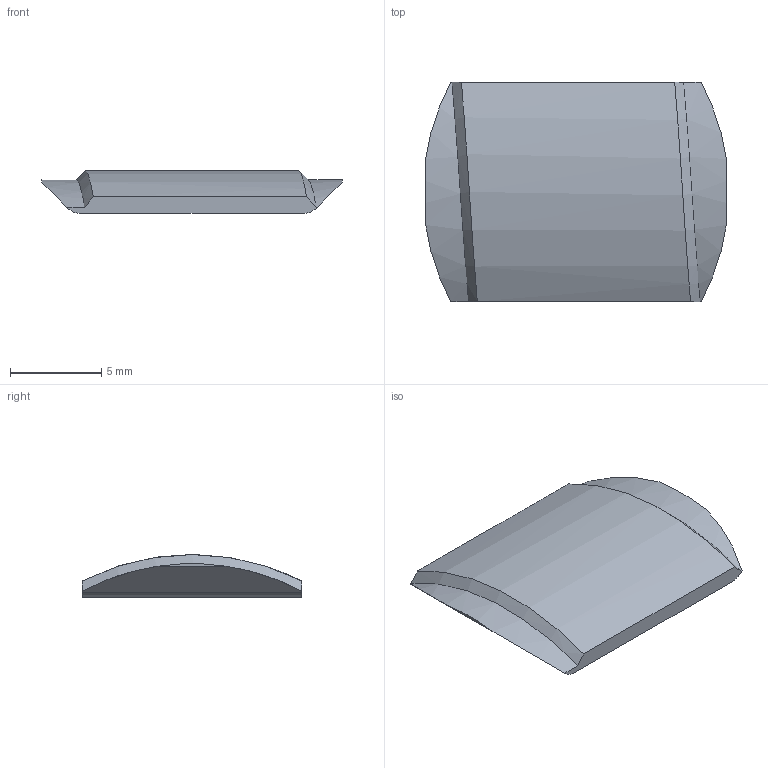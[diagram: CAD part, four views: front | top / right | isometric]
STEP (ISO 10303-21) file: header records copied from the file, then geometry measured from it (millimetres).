
FILE_DESCRIPTION( ( 'Unknown' ), '1' );
FILE_NAME( '769425404-C.stp', 'Unknown', ( 'Unknown' ), ( 'Unknown' ), 'PSStep 15.0.49', 'Unknown', ' ' );
FILE_SCHEMA( ( 'AUTOMOTIVE_DESIGN { 1 0 10303 214 1 1 1 1 }' ) );
Length unit declared in the file: millimetre
Products named in the file (1): 1
Bounding box: 16.48 x 12 x 2.35 mm (x, y, z)
Volume: 312.9 mm3; surface area: 424.8 mm2
Topology: 1 solids, 1 shells, 14 faces, 36 edges, 24 vertices
Faces by surface type: plane 7, cylinder 5, bspline 2
Entity records: 951 total; most frequent: CARTESIAN_POINT 519, ORIENTED_EDGE 72, DIRECTION 64, EDGE_CURVE 36, VERTEX_POINT 24, AXIS2_PLACEMENT_3D 23, LINE 18, VECTOR 18
